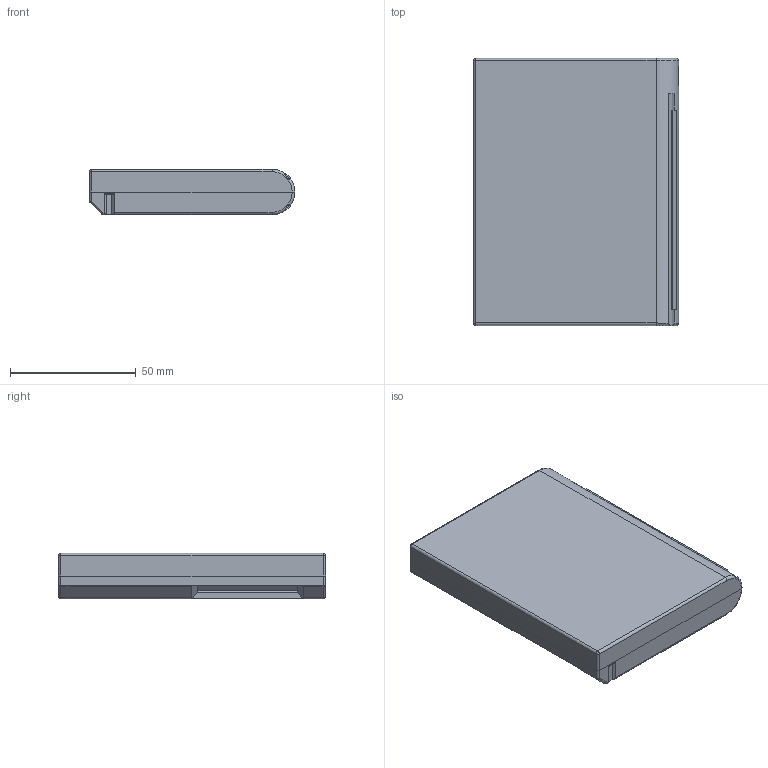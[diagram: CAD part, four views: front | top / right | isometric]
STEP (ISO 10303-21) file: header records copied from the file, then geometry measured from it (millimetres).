
FILE_DESCRIPTION(('HOOPS Exchange Step'),'2;1');
FILE_NAME('temp_export','2025-06-09T18:51:54-04:00',('mcbeav'),('Shapr3D Limited'),'HOOPS Exchange 2024.8','Shapr3D','Authorized');
FILE_SCHEMA( ('AP242_MANAGED_MODEL_BASED_3D_ENGINEERING_MIM_LF {1 0 10303 442 1 1 4}') );
Length unit declared in the file: millimetre
Products named in the file (1): root
Bounding box: 81.5 x 106 x 18 mm (x, y, z)
Volume: 148270.7 mm3; surface area: 40980 mm2
Topology: 2 solids, 2 shells, 94 faces, 243 edges, 148 vertices
Faces by surface type: plane 59, cylinder 23, torus 6, sphere 6
Entity records: 2993 total; most frequent: CARTESIAN_POINT 694, ORIENTED_EDGE 476, DIRECTION 472, EDGE_CURVE 238, VECTOR 160, LINE 160, AXIS2_PLACEMENT_3D 156, VERTEX_POINT 148
